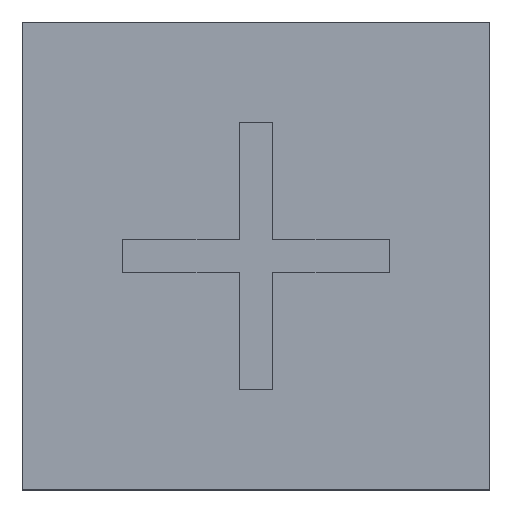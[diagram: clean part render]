
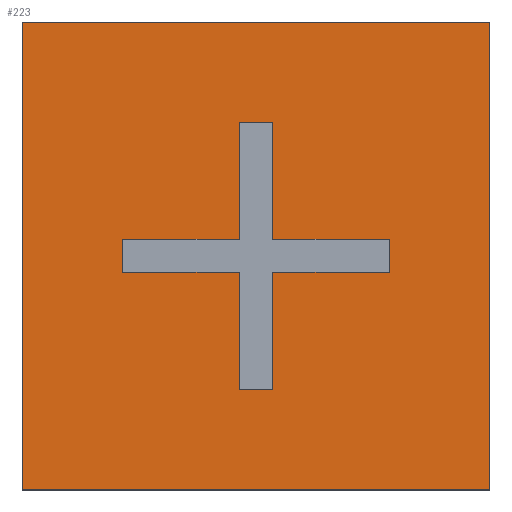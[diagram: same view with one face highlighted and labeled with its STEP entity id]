
A CAD part, top view. The second image highlights one B-rep face of the part: STEP entity #223.
In plain terms, the highlighted planar face has unit normal (0, 0, 1).
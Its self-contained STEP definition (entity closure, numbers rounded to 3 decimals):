
#3 = DIRECTION ( 'NONE',  ( -1., 0., 0. ) ) ;
#11 = VERTEX_POINT ( 'NONE', #789 ) ;
#12 = VERTEX_POINT ( 'NONE', #241 ) ;
#28 = ORIENTED_EDGE ( 'NONE', *, *, #673, .T. ) ;
#33 = CARTESIAN_POINT ( 'NONE',  ( 2., 0.25, 5.2 ) ) ;
#45 = DIRECTION ( 'NONE',  ( -1., 0., 0. ) ) ;
#46 = EDGE_CURVE ( 'NONE', #840, #191, #127, .T. ) ;
#51 = LINE ( 'NONE', #444, #713 ) ;
#53 = ORIENTED_EDGE ( 'NONE', *, *, #55, .T. ) ;
#55 = EDGE_CURVE ( 'NONE', #525, #840, #233, .T. ) ;
#56 = VECTOR ( 'NONE', #448, 1000. ) ;
#62 = DIRECTION ( 'NONE',  ( 0., 1., 0. ) ) ;
#68 = EDGE_CURVE ( 'NONE', #253, #525, #111, .T. ) ;
#70 = CARTESIAN_POINT ( 'NONE',  ( -3.5, -3.5, 5.2 ) ) ;
#72 = ORIENTED_EDGE ( 'NONE', *, *, #680, .T. ) ;
#76 = VECTOR ( 'NONE', #62, 1000. ) ;
#87 = VERTEX_POINT ( 'NONE', #801 ) ;
#89 = DIRECTION ( 'NONE',  ( -1., 0., 0. ) ) ;
#93 = CARTESIAN_POINT ( 'NONE',  ( -0.25, 2., 5.2 ) ) ;
#102 = LINE ( 'NONE', #576, #684 ) ;
#105 = EDGE_CURVE ( 'NONE', #819, #672, #102, .T. ) ;
#109 = ORIENTED_EDGE ( 'NONE', *, *, #46, .T. ) ;
#111 = LINE ( 'NONE', #592, #118 ) ;
#112 = VERTEX_POINT ( 'NONE', #229 ) ;
#118 = VECTOR ( 'NONE', #453, 1000. ) ;
#120 = EDGE_CURVE ( 'NONE', #733, #277, #424, .T. ) ;
#124 = CARTESIAN_POINT ( 'NONE',  ( 0., 0., 5.2 ) ) ;
#127 = LINE ( 'NONE', #238, #608 ) ;
#151 = ORIENTED_EDGE ( 'NONE', *, *, #293, .T. ) ;
#169 = DIRECTION ( 'NONE',  ( 0., 1., 0. ) ) ;
#181 = ORIENTED_EDGE ( 'NONE', *, *, #269, .T. ) ;
#186 = ORIENTED_EDGE ( 'NONE', *, *, #415, .F. ) ;
#191 = VERTEX_POINT ( 'NONE', #763 ) ;
#192 = DIRECTION ( 'NONE',  ( -1., 0., 0. ) ) ;
#205 = VERTEX_POINT ( 'NONE', #502 ) ;
#206 = LINE ( 'NONE', #240, #378 ) ;
#223 = ADVANCED_FACE ( 'NONE', ( #403, #820 ), #407, .F. ) ;
#229 = CARTESIAN_POINT ( 'NONE',  ( -2., 0.25, 5.2 ) ) ;
#233 = LINE ( 'NONE', #388, #783 ) ;
#238 = CARTESIAN_POINT ( 'NONE',  ( -3.5, 3.5, 5.2 ) ) ;
#240 = CARTESIAN_POINT ( 'NONE',  ( 0.25, 0., 5.2 ) ) ;
#241 = CARTESIAN_POINT ( 'NONE',  ( -0.25, 0.25, 5.2 ) ) ;
#242 = CARTESIAN_POINT ( 'NONE',  ( 0., -2., 5.2 ) ) ;
#244 = ORIENTED_EDGE ( 'NONE', *, *, #333, .T. ) ;
#245 = ORIENTED_EDGE ( 'NONE', *, *, #386, .T. ) ;
#247 = VECTOR ( 'NONE', #45, 1000. ) ;
#252 = ORIENTED_EDGE ( 'NONE', *, *, #537, .F. ) ;
#253 = VERTEX_POINT ( 'NONE', #682 ) ;
#258 = EDGE_CURVE ( 'NONE', #543, #205, #665, .T. ) ;
#269 = EDGE_CURVE ( 'NONE', #753, #112, #430, .T. ) ;
#277 = VERTEX_POINT ( 'NONE', #280 ) ;
#280 = CARTESIAN_POINT ( 'NONE',  ( -0.25, -0.25, 5.2 ) ) ;
#284 = VECTOR ( 'NONE', #850, 1000. ) ;
#290 = DIRECTION ( 'NONE',  ( -1., 0., 0. ) ) ;
#293 = EDGE_CURVE ( 'NONE', #191, #253, #678, .T. ) ;
#313 = VECTOR ( 'NONE', #554, 1000. ) ;
#318 = AXIS2_PLACEMENT_3D ( 'NONE', #124, #613, #192 ) ;
#322 = LINE ( 'NONE', #242, #813 ) ;
#333 = EDGE_CURVE ( 'NONE', #873, #11, #674, .T. ) ;
#357 = ORIENTED_EDGE ( 'NONE', *, *, #880, .F. ) ;
#363 = CARTESIAN_POINT ( 'NONE',  ( -0.25, 0., 5.2 ) ) ;
#368 = CARTESIAN_POINT ( 'NONE',  ( -0.25, -2., 5.2 ) ) ;
#378 = VECTOR ( 'NONE', #169, 1000. ) ;
#382 = CARTESIAN_POINT ( 'NONE',  ( 3.5, -3.5, 5.2 ) ) ;
#386 = EDGE_CURVE ( 'NONE', #87, #733, #322, .T. ) ;
#388 = CARTESIAN_POINT ( 'NONE',  ( 3.5, -3.5, 5.2 ) ) ;
#403 = FACE_BOUND ( 'NONE', #480, .T. ) ;
#407 = PLANE ( 'NONE',  #318 ) ;
#413 = CARTESIAN_POINT ( 'NONE',  ( 0.25, 0., 5.2 ) ) ;
#415 = EDGE_CURVE ( 'NONE', #873, #543, #445, .T. ) ;
#424 = LINE ( 'NONE', #363, #881 ) ;
#425 = CARTESIAN_POINT ( 'NONE',  ( -2., -0.25, 5.2 ) ) ;
#430 = LINE ( 'NONE', #488, #76 ) ;
#438 = EDGE_CURVE ( 'NONE', #87, #11, #457, .T. ) ;
#444 = CARTESIAN_POINT ( 'NONE',  ( 2., -0.25, 5.2 ) ) ;
#445 = LINE ( 'NONE', #852, #56 ) ;
#448 = DIRECTION ( 'NONE',  ( 0., 1., 0. ) ) ;
#450 = DIRECTION ( 'NONE',  ( -1., 0., 0. ) ) ;
#453 = DIRECTION ( 'NONE',  ( 1., 0., 0. ) ) ;
#457 = LINE ( 'NONE', #413, #622 ) ;
#480 = EDGE_LOOP ( 'NONE', ( #252, #483, #186, #244, #718, #245, #811, #28, #181, #357, #72, #649 ) ) ;
#483 = ORIENTED_EDGE ( 'NONE', *, *, #258, .F. ) ;
#488 = CARTESIAN_POINT ( 'NONE',  ( -2., -0.25, 5.2 ) ) ;
#502 = CARTESIAN_POINT ( 'NONE',  ( 0.25, 0.25, 5.2 ) ) ;
#503 = CARTESIAN_POINT ( 'NONE',  ( 0.25, 2., 5.2 ) ) ;
#520 = DIRECTION ( 'NONE',  ( 0., 1., 0. ) ) ;
#525 = VERTEX_POINT ( 'NONE', #382 ) ;
#534 = DIRECTION ( 'NONE',  ( 0., 1., 0. ) ) ;
#537 = EDGE_CURVE ( 'NONE', #205, #819, #206, .T. ) ;
#543 = VERTEX_POINT ( 'NONE', #33 ) ;
#553 = VECTOR ( 'NONE', #3, 1000. ) ;
#554 = DIRECTION ( 'NONE',  ( -1., 0., 0. ) ) ;
#575 = LINE ( 'NONE', #639, #284 ) ;
#576 = CARTESIAN_POINT ( 'NONE',  ( 0., 2., 5.2 ) ) ;
#592 = CARTESIAN_POINT ( 'NONE',  ( -3.5, -3.5, 5.2 ) ) ;
#608 = VECTOR ( 'NONE', #450, 1000. ) ;
#613 = DIRECTION ( 'NONE',  ( 0., 0., -1. ) ) ;
#622 = VECTOR ( 'NONE', #845, 1000. ) ;
#624 = DIRECTION ( 'NONE',  ( 0., -1., 0. ) ) ;
#627 = CARTESIAN_POINT ( 'NONE',  ( 2., 0.25, 5.2 ) ) ;
#639 = CARTESIAN_POINT ( 'NONE',  ( -0.25, 0., 5.2 ) ) ;
#649 = ORIENTED_EDGE ( 'NONE', *, *, #105, .F. ) ;
#665 = LINE ( 'NONE', #875, #247 ) ;
#672 = VERTEX_POINT ( 'NONE', #93 ) ;
#673 = EDGE_CURVE ( 'NONE', #277, #753, #51, .T. ) ;
#674 = LINE ( 'NONE', #754, #313 ) ;
#678 = LINE ( 'NONE', #70, #844 ) ;
#680 = EDGE_CURVE ( 'NONE', #12, #672, #575, .T. ) ;
#682 = CARTESIAN_POINT ( 'NONE',  ( -3.5, -3.5, 5.2 ) ) ;
#684 = VECTOR ( 'NONE', #89, 1000. ) ;
#693 = CARTESIAN_POINT ( 'NONE',  ( 2., -0.25, 5.2 ) ) ;
#696 = CARTESIAN_POINT ( 'NONE',  ( 3.5, 3.5, 5.2 ) ) ;
#713 = VECTOR ( 'NONE', #290, 1000. ) ;
#718 = ORIENTED_EDGE ( 'NONE', *, *, #438, .F. ) ;
#722 = DIRECTION ( 'NONE',  ( -1., 0., 0. ) ) ;
#730 = LINE ( 'NONE', #627, #553 ) ;
#733 = VERTEX_POINT ( 'NONE', #368 ) ;
#753 = VERTEX_POINT ( 'NONE', #425 ) ;
#754 = CARTESIAN_POINT ( 'NONE',  ( 0., -0.25, 5.2 ) ) ;
#763 = CARTESIAN_POINT ( 'NONE',  ( -3.5, 3.5, 5.2 ) ) ;
#783 = VECTOR ( 'NONE', #534, 1000. ) ;
#789 = CARTESIAN_POINT ( 'NONE',  ( 0.25, -0.25, 5.2 ) ) ;
#801 = CARTESIAN_POINT ( 'NONE',  ( 0.25, -2., 5.2 ) ) ;
#811 = ORIENTED_EDGE ( 'NONE', *, *, #120, .T. ) ;
#813 = VECTOR ( 'NONE', #722, 1000. ) ;
#819 = VERTEX_POINT ( 'NONE', #503 ) ;
#820 = FACE_OUTER_BOUND ( 'NONE', #828, .T. ) ;
#828 = EDGE_LOOP ( 'NONE', ( #53, #109, #151, #876 ) ) ;
#840 = VERTEX_POINT ( 'NONE', #696 ) ;
#844 = VECTOR ( 'NONE', #624, 1000. ) ;
#845 = DIRECTION ( 'NONE',  ( 0., 1., 0. ) ) ;
#850 = DIRECTION ( 'NONE',  ( 0., 1., 0. ) ) ;
#852 = CARTESIAN_POINT ( 'NONE',  ( 2., 0., 5.2 ) ) ;
#873 = VERTEX_POINT ( 'NONE', #693 ) ;
#875 = CARTESIAN_POINT ( 'NONE',  ( 0., 0.25, 5.2 ) ) ;
#876 = ORIENTED_EDGE ( 'NONE', *, *, #68, .T. ) ;
#880 = EDGE_CURVE ( 'NONE', #12, #112, #730, .T. ) ;
#881 = VECTOR ( 'NONE', #520, 1000. ) ;
